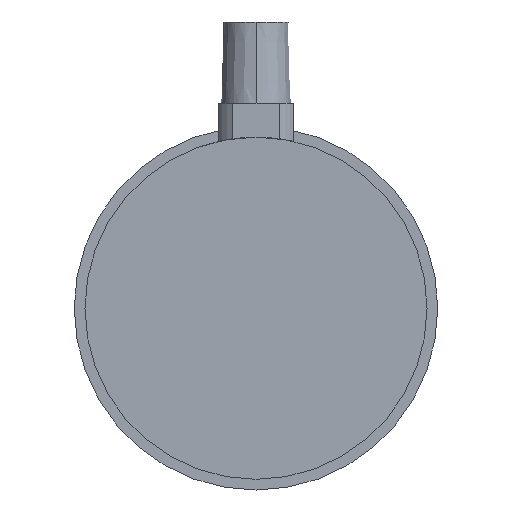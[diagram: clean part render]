
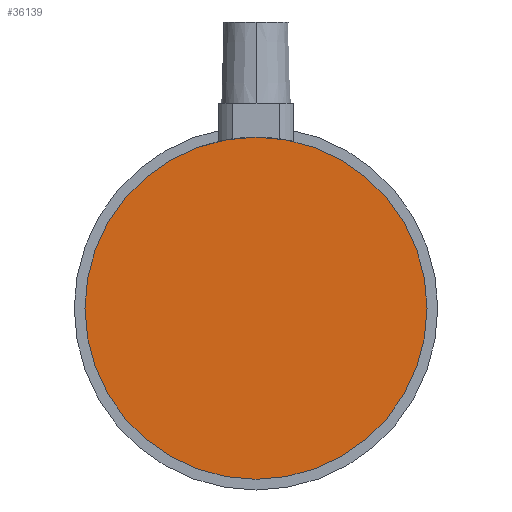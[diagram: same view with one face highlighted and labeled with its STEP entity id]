
A CAD part, front view. The second image highlights one B-rep face of the part: STEP entity #36139.
In plain terms, the highlighted planar face has unit normal (0, -1, 0).
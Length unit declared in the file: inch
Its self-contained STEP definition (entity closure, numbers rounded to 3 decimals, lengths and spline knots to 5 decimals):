
#709 = CIRCLE ( 'NONE', #21394, 1.24 ) ;
#1414 = DIRECTION ( 'NONE',  ( 0., 0., 1. ) ) ;
#2084 = AXIS2_PLACEMENT_3D ( 'NONE', #29419, #21037, #50948 ) ;
#11647 = EDGE_CURVE ( 'NONE', #41269, #49252, #709, .T. ) ;
#14270 = CARTESIAN_POINT ( 'NONE',  ( 1.24528, 12.25833, -0.20875 ) ) ;
#16027 = ORIENTED_EDGE ( 'NONE', *, *, #42407, .F. ) ;
#18513 = DIRECTION ( 'NONE',  ( 0., 0., 1. ) ) ;
#21037 = DIRECTION ( 'NONE',  ( 0., 1., 0. ) ) ;
#21394 = AXIS2_PLACEMENT_3D ( 'NONE', #14270, #44159, #18513 ) ;
#26907 = DIRECTION ( 'NONE',  ( 0., 1., 0. ) ) ;
#29419 = CARTESIAN_POINT ( 'NONE',  ( 1.24528, 12.25833, -0.20875 ) ) ;
#36139 = ADVANCED_FACE ( 'NONE', ( #50308 ), #46667, .F. ) ;
#41269 = VERTEX_POINT ( 'NONE', #46431 ) ;
#42407 = EDGE_CURVE ( 'NONE', #49252, #41269, #44838, .T. ) ;
#44159 = DIRECTION ( 'NONE',  ( 0., 1., 0. ) ) ;
#44598 = ORIENTED_EDGE ( 'NONE', *, *, #11647, .F. ) ;
#44838 = CIRCLE ( 'NONE', #47941, 1.24 ) ;
#46236 = EDGE_LOOP ( 'NONE', ( #44598, #16027 ) ) ;
#46431 = CARTESIAN_POINT ( 'NONE',  ( 1.24528, 12.25833, -1.44875 ) ) ;
#46667 = PLANE ( 'NONE',  #2084 ) ;
#47876 = CARTESIAN_POINT ( 'NONE',  ( 1.24528, 12.25833, 1.03125 ) ) ;
#47941 = AXIS2_PLACEMENT_3D ( 'NONE', #52529, #26907, #1414 ) ;
#49252 = VERTEX_POINT ( 'NONE', #47876 ) ;
#50308 = FACE_OUTER_BOUND ( 'NONE', #46236, .T. ) ;
#50948 = DIRECTION ( 'NONE',  ( 0., 0., 1. ) ) ;
#52529 = CARTESIAN_POINT ( 'NONE',  ( 1.24528, 12.25833, -0.20875 ) ) ;
